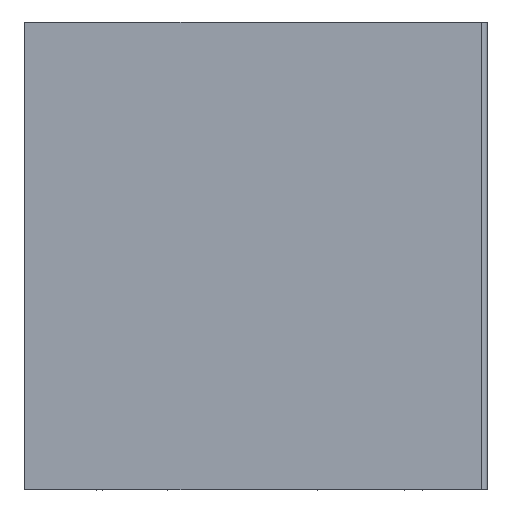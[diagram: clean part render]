
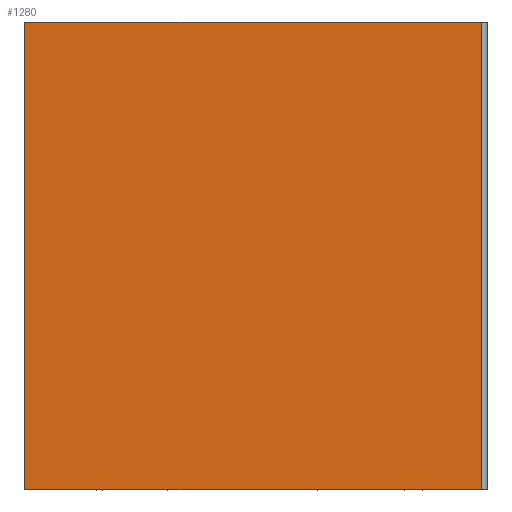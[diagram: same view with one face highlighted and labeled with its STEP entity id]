
A CAD part, left-side view. The second image highlights one B-rep face of the part: STEP entity #1280.
In plain terms, the highlighted planar face has unit normal (-1, 0, 0).
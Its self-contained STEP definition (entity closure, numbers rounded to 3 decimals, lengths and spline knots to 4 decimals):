
#691 = EDGE_LOOP ( 'NONE', ( #55183, #55185, #55184, #55186 ) ) ;
#1280 = ADVANCED_FACE ( 'NONE', ( #70821 ), #11051, .T. ) ;
#2067 = EDGE_CURVE ( 'NONE', #40052, #40050, #52240, .T. ) ;
#2068 = EDGE_CURVE ( 'NONE', #40054, #40052, #52241, .T. ) ;
#2069 = EDGE_CURVE ( 'NONE', #40050, #40047, #52242, .T. ) ;
#2070 = EDGE_CURVE ( 'NONE', #40047, #40054, #52243, .T. ) ;
#11051 = PLANE ( 'NONE',  #46322 ) ;
#11053 = CARTESIAN_POINT ( 'NONE',  ( -0.886, -3.11, -3.189 ) ) ;
#11055 = DIRECTION ( 'NONE',  ( -1., 0., 0. ) ) ;
#11057 = DIRECTION ( 'NONE',  ( 0., 0., 1. ) ) ;
#40047 = VERTEX_POINT ( 'NONE', #62795 ) ;
#40050 = VERTEX_POINT ( 'NONE', #62796 ) ;
#40052 = VERTEX_POINT ( 'NONE', #62797 ) ;
#40054 = VERTEX_POINT ( 'NONE', #62798 ) ;
#46322 = AXIS2_PLACEMENT_3D ( 'NONE', #11053, #11055, #11057 ) ;
#49360 = VECTOR ( 'NONE', #53245, 39.3701 ) ;
#49361 = VECTOR ( 'NONE', #53247, 39.3701 ) ;
#49362 = VECTOR ( 'NONE', #53249, 39.3701 ) ;
#49363 = VECTOR ( 'NONE', #53251, 39.3701 ) ;
#52240 = LINE ( 'NONE', #53244, #49360 ) ;
#52241 = LINE ( 'NONE', #53246, #49361 ) ;
#52242 = LINE ( 'NONE', #53248, #49362 ) ;
#52243 = LINE ( 'NONE', #53250, #49363 ) ;
#53244 = CARTESIAN_POINT ( 'NONE',  ( -0.886, 0., -1.5945 ) ) ;
#53245 = DIRECTION ( 'NONE',  ( 0., 0., -1. ) ) ;
#53246 = CARTESIAN_POINT ( 'NONE',  ( -0.886, -1.555, 0. ) ) ;
#53247 = DIRECTION ( 'NONE',  ( 0., 1., 0. ) ) ;
#53248 = CARTESIAN_POINT ( 'NONE',  ( -0.886, -1.555, -3.189 ) ) ;
#53249 = DIRECTION ( 'NONE',  ( 0., -1., 0. ) ) ;
#53250 = CARTESIAN_POINT ( 'NONE',  ( -0.886, -3.11, -1.5945 ) ) ;
#53251 = DIRECTION ( 'NONE',  ( 0., 0., 1. ) ) ;
#55183 = ORIENTED_EDGE ( 'NONE', *, *, #2068, .T. ) ;
#55184 = ORIENTED_EDGE ( 'NONE', *, *, #2069, .T. ) ;
#55185 = ORIENTED_EDGE ( 'NONE', *, *, #2067, .T. ) ;
#55186 = ORIENTED_EDGE ( 'NONE', *, *, #2070, .T. ) ;
#62795 = CARTESIAN_POINT ( 'NONE',  ( -0.886, -3.11, -3.189 ) ) ;
#62796 = CARTESIAN_POINT ( 'NONE',  ( -0.886, 0., -3.189 ) ) ;
#62797 = CARTESIAN_POINT ( 'NONE',  ( -0.886, 0., 0. ) ) ;
#62798 = CARTESIAN_POINT ( 'NONE',  ( -0.886, -3.11, 0. ) ) ;
#70821 = FACE_OUTER_BOUND ( 'NONE', #691, .T. ) ;
